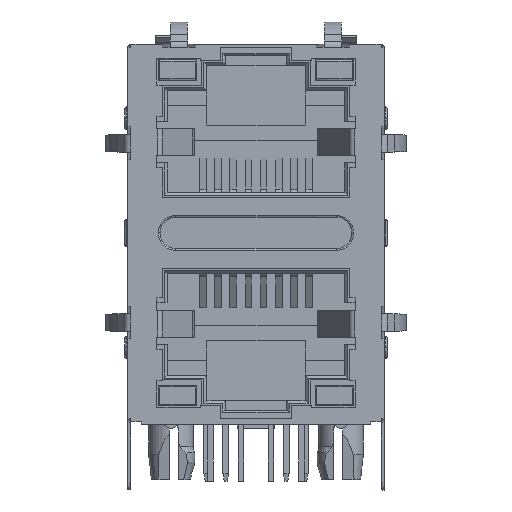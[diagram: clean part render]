
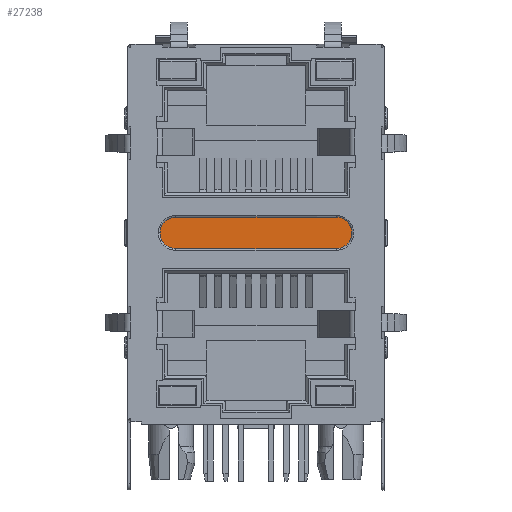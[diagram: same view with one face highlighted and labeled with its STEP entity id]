
A CAD part, front view. The second image highlights one B-rep face of the part: STEP entity #27238.
In plain terms, the highlighted planar face has unit normal (0, -1, 0).
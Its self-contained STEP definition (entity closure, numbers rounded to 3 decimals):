
#27229=AXIS2_PLACEMENT_3D('Plane Axis2P3D',#27226,#27227,#27228) ;
#49=CARTESIAN_POINT('Control Point',(3.66,0.1,17.27)) ;
#50=CARTESIAN_POINT('Control Point',(3.66,0.1,16.655)) ;
#51=CARTESIAN_POINT('Control Point',(4.095,0.1,16.22)) ;
#52=CARTESIAN_POINT('Control Point',(4.71,0.1,16.22)) ;
#53=CARTESIAN_POINT('Vertex',(4.71,0.1,16.22)) ;
#55=CARTESIAN_POINT('Vertex',(3.66,0.1,17.27)) ;
#26039=CARTESIAN_POINT('Vertex',(15.5,0.1,18.32)) ;
#26043=CARTESIAN_POINT('Control Point',(15.5,0.1,16.22)) ;
#26044=CARTESIAN_POINT('Control Point',(17.6,0.1,16.22)) ;
#26045=CARTESIAN_POINT('Control Point',(17.6,0.1,18.32)) ;
#26046=CARTESIAN_POINT('Control Point',(15.5,0.1,18.32)) ;
#26047=CARTESIAN_POINT('Vertex',(15.5,0.1,16.22)) ;
#26072=CARTESIAN_POINT('Line Origine',(4.71,0.1,18.32)) ;
#26076=CARTESIAN_POINT('Vertex',(4.71,0.1,18.32)) ;
#27182=CARTESIAN_POINT('Line Origine',(15.5,0.1,16.22)) ;
#27212=CARTESIAN_POINT('Control Point',(4.71,0.1,18.32)) ;
#27213=CARTESIAN_POINT('Control Point',(4.095,0.1,18.32)) ;
#27214=CARTESIAN_POINT('Control Point',(3.66,0.1,17.885)) ;
#27215=CARTESIAN_POINT('Control Point',(3.66,0.1,17.27)) ;
#27226=CARTESIAN_POINT('Axis2P3D Location',(3.402,0.1,16.163)) ;
#26073=DIRECTION('Vector Direction',(1.,0.,0.)) ;
#27183=DIRECTION('Vector Direction',(-1.,0.,0.)) ;
#27227=DIRECTION('Axis2P3D Direction',(0.,-1.,0.)) ;
#27228=DIRECTION('Axis2P3D XDirection',(0.,0.,-1.)) ;
#26074=VECTOR('Line Direction',#26073,1.) ;
#27184=VECTOR('Line Direction',#27183,1.) ;
#27232=ORIENTED_EDGE('',*,*,#57,.F.) ;
#27233=ORIENTED_EDGE('',*,*,#27186,.F.) ;
#27234=ORIENTED_EDGE('',*,*,#26049,.F.) ;
#27235=ORIENTED_EDGE('',*,*,#26078,.F.) ;
#27236=ORIENTED_EDGE('',*,*,#27216,.F.) ;
#27238=ADVANCED_FACE('RJ45M_R21UD_3.3E4G-Y_TY',(#27237),#27230,.T.) ;
#57=EDGE_CURVE('',#54,#56,#48,.F.) ;
#26049=EDGE_CURVE('',#26040,#26048,#26042,.F.) ;
#26078=EDGE_CURVE('',#26077,#26040,#26075,.T.) ;
#27186=EDGE_CURVE('',#26048,#54,#27185,.T.) ;
#27216=EDGE_CURVE('',#56,#26077,#27211,.F.) ;
#27231=EDGE_LOOP('',(#27232,#27233,#27234,#27235,#27236)) ;
#27237=FACE_OUTER_BOUND('',#27231,.T.) ;
#26075=LINE('Line',#26072,#26074) ;
#27185=LINE('Line',#27182,#27184) ;
#27230=PLANE('',#27229) ;
#54=VERTEX_POINT('',#53) ;
#56=VERTEX_POINT('',#55) ;
#26040=VERTEX_POINT('',#26039) ;
#26048=VERTEX_POINT('',#26047) ;
#26077=VERTEX_POINT('',#26076) ;
#48=(BOUNDED_CURVE()B_SPLINE_CURVE(3,(#49,#50,#51,#52),.UNSPECIFIED.,.F.,.U.)B_SPLINE_CURVE_WITH_KNOTS((4,4),(0.,1.927),.UNSPECIFIED.)CURVE()GEOMETRIC_REPRESENTATION_ITEM()RATIONAL_B_SPLINE_CURVE((1.,0.805,0.805,1.))REPRESENTATION_ITEM('')) ;
#26042=(BOUNDED_CURVE()B_SPLINE_CURVE(3,(#26043,#26044,#26045,#26046),.UNSPECIFIED.,.F.,.U.)B_SPLINE_CURVE_WITH_KNOTS((4,4),(0.,6.578),.UNSPECIFIED.)CURVE()GEOMETRIC_REPRESENTATION_ITEM()RATIONAL_B_SPLINE_CURVE((1.,0.333,0.333,1.))REPRESENTATION_ITEM('')) ;
#27211=(BOUNDED_CURVE()B_SPLINE_CURVE(3,(#27212,#27213,#27214,#27215),.UNSPECIFIED.,.F.,.U.)B_SPLINE_CURVE_WITH_KNOTS((4,4),(0.,1.927),.UNSPECIFIED.)CURVE()GEOMETRIC_REPRESENTATION_ITEM()RATIONAL_B_SPLINE_CURVE((1.,0.805,0.805,1.))REPRESENTATION_ITEM('')) ;
